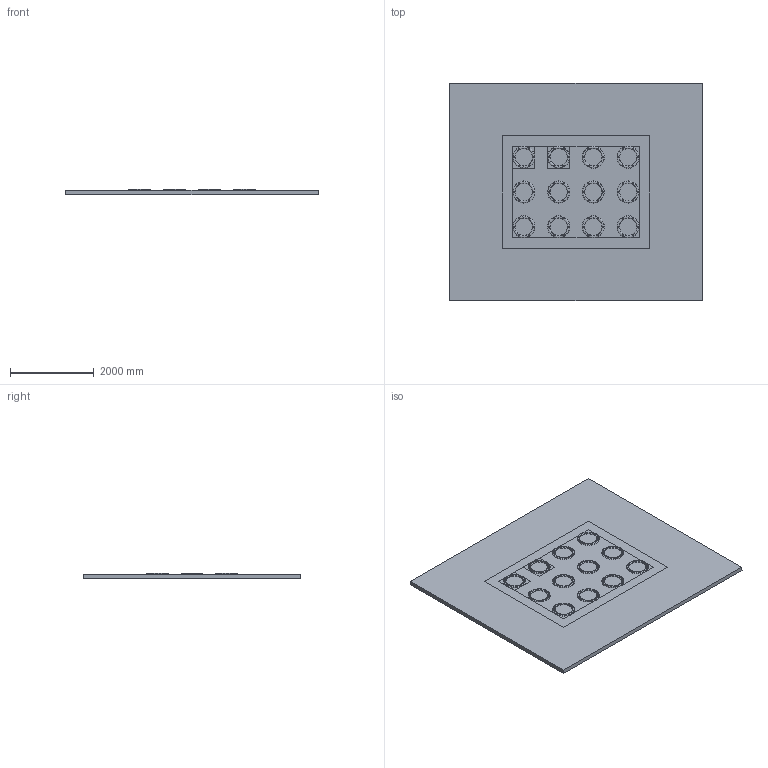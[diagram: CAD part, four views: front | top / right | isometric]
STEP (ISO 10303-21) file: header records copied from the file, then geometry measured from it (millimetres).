
FILE_DESCRIPTION(/* description */ (''),/* implementation_level */ '2;1');
FILE_NAME(/* name */ 'V2_Anneaux-12_HD v4.step',/* time_stamp */ '2023-12-06T16:33:24+01:00',/* author */ (''),/* organization */ (''),/* preprocessor_version */ 'ST-DEVELOPER v20',/* originating_system */ 'Autodesk Translation Framework v12.14.0.127',/* authorisation */ '');
FILE_SCHEMA (('AUTOMOTIVE_DESIGN { 1 0 10303 214 3 1 1 }'));
Products named in the file (5): V2_Anneaux-12_HD; Equipment; AreaIn; AreaOut; Composant32
Assembly tree (4 placements, depth 2):
  V2_Anneaux-12_HD
    Equipment
    AreaIn
    AreaOut
    Composant32
Bounding box: 6020.19 x 5190.28 x 119.97 mm (x, y, z)
Surface area: 103330325.3 mm2
Topology: 17 solids, 17 shells, 834 faces, 2004 edges, 1192 vertices
Faces by surface type: bspline 480, torus 144, plane 114, cone 96
Entity records: 108069 total; most frequent: CARTESIAN_POINT 91568, ORIENTED_EDGE 4008, DIRECTION 2756, EDGE_CURVE 2004, AXIS2_PLACEMENT_3D 1300, VERTEX_POINT 1192, CIRCLE 936, B_SPLINE_CURVE_WITH_KNOTS 912
